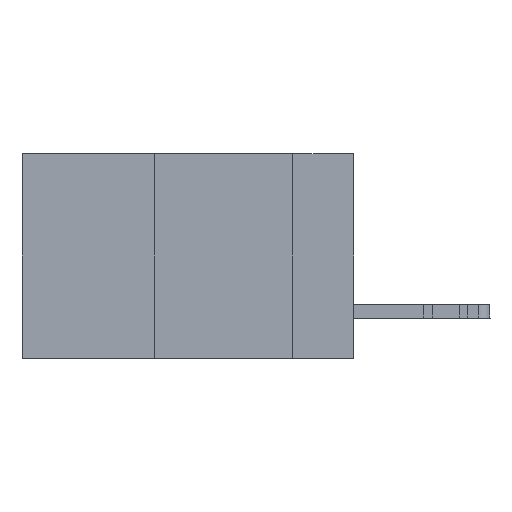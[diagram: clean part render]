
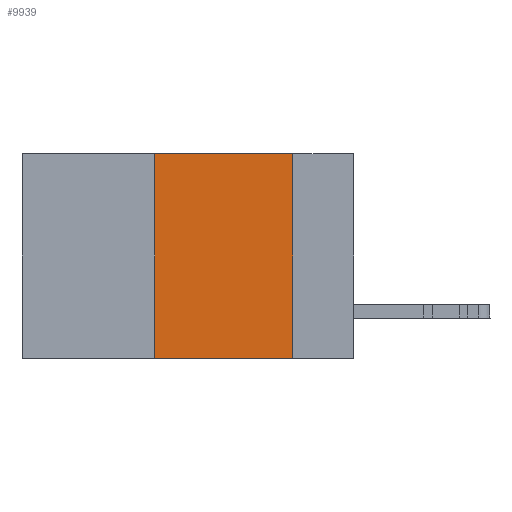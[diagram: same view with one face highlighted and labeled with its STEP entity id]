
A CAD part, left-side view. The second image highlights one B-rep face of the part: STEP entity #9939.
In plain terms, the highlighted planar face has unit normal (-1, 0, 0).
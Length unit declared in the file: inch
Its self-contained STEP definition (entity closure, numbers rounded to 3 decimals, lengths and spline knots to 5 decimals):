
#3422 = LINE ( 'NONE', #23799, #30586 ) ;
#4440 = EDGE_CURVE ( 'NONE', #34593, #40695, #13229, .T. ) ;
#4615 = PLANE ( 'NONE',  #40509 ) ;
#5129 = EDGE_LOOP ( 'NONE', ( #26884, #26911, #36815, #40331 ) ) ;
#6155 = DIRECTION ( 'NONE',  ( 0., 0., -1. ) ) ;
#6508 = CARTESIAN_POINT ( 'NONE',  ( 0., 0.36, -0.37 ) ) ;
#9019 = DIRECTION ( 'NONE',  ( 0., -1., 0. ) ) ;
#9679 = EDGE_CURVE ( 'NONE', #40695, #37358, #31589, .T. ) ;
#9939 = ADVANCED_FACE ( 'NONE', ( #18733 ), #4615, .F. ) ;
#12656 = CARTESIAN_POINT ( 'NONE',  ( 0., 0.36, 0. ) ) ;
#12755 = VECTOR ( 'NONE', #9019, 39.37008 ) ;
#13229 = LINE ( 'NONE', #27936, #12755 ) ;
#13255 = CARTESIAN_POINT ( 'NONE',  ( 0., 0.11, 0. ) ) ;
#15246 = EDGE_CURVE ( 'NONE', #20208, #34593, #3422, .T. ) ;
#16616 = DIRECTION ( 'NONE',  ( 0., -1., 0. ) ) ;
#16779 = CARTESIAN_POINT ( 'NONE',  ( 0., 0.6, 0. ) ) ;
#16970 = VECTOR ( 'NONE', #16616, 39.37008 ) ;
#17054 = DIRECTION ( 'NONE',  ( 1., 0., 0. ) ) ;
#17623 = DIRECTION ( 'NONE',  ( 0., 0., -1. ) ) ;
#18733 = FACE_OUTER_BOUND ( 'NONE', #5129, .T. ) ;
#20208 = VERTEX_POINT ( 'NONE', #6508 ) ;
#21009 = CARTESIAN_POINT ( 'NONE',  ( 0., 0.11, -0.37 ) ) ;
#23207 = VECTOR ( 'NONE', #6155, 39.37008 ) ;
#23799 = CARTESIAN_POINT ( 'NONE',  ( 0., 0.36, 0. ) ) ;
#26433 = CARTESIAN_POINT ( 'NONE',  ( 0., 0.11, 0. ) ) ;
#26884 = ORIENTED_EDGE ( 'NONE', *, *, #9679, .F. ) ;
#26911 = ORIENTED_EDGE ( 'NONE', *, *, #4440, .F. ) ;
#27936 = CARTESIAN_POINT ( 'NONE',  ( 0., 0.6, 0. ) ) ;
#29939 = EDGE_CURVE ( 'NONE', #20208, #37358, #31298, .T. ) ;
#30586 = VECTOR ( 'NONE', #36376, 39.37008 ) ;
#31298 = LINE ( 'NONE', #35810, #16970 ) ;
#31589 = LINE ( 'NONE', #26433, #23207 ) ;
#34593 = VERTEX_POINT ( 'NONE', #12656 ) ;
#35810 = CARTESIAN_POINT ( 'NONE',  ( 0., 0.6, -0.37 ) ) ;
#36376 = DIRECTION ( 'NONE',  ( 0., 0., 1. ) ) ;
#36815 = ORIENTED_EDGE ( 'NONE', *, *, #15246, .F. ) ;
#37358 = VERTEX_POINT ( 'NONE', #21009 ) ;
#40331 = ORIENTED_EDGE ( 'NONE', *, *, #29939, .T. ) ;
#40509 = AXIS2_PLACEMENT_3D ( 'NONE', #16779, #17054, #17623 ) ;
#40695 = VERTEX_POINT ( 'NONE', #13255 ) ;
